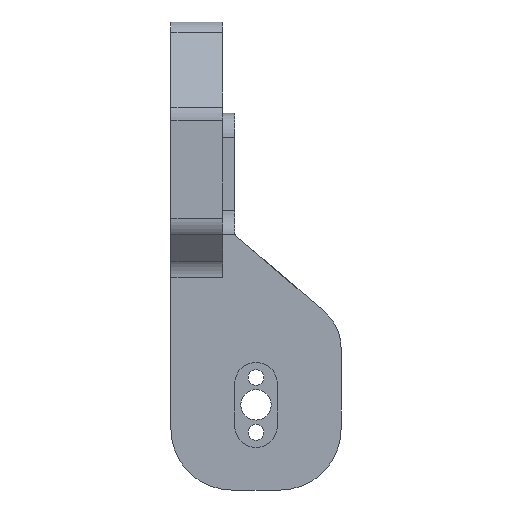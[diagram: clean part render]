
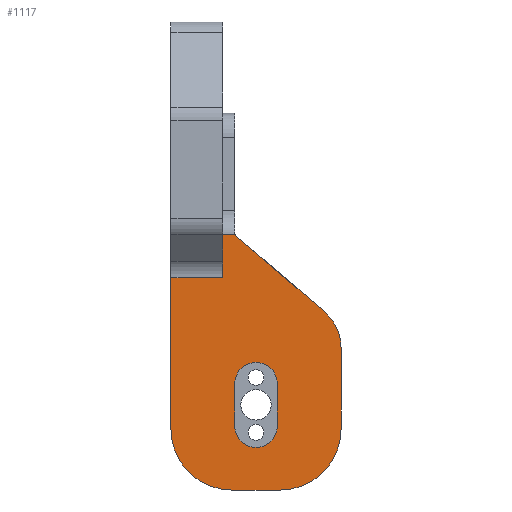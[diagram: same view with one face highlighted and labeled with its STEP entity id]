
A CAD part, left-side view. The second image highlights one B-rep face of the part: STEP entity #1117.
In plain terms, the highlighted planar face has unit normal (-1, 0, 0).
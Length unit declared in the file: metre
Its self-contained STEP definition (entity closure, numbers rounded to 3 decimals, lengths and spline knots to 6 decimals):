
#20=B_SPLINE_CURVE_WITH_KNOTS('',3,(#1676,#1677,#1678,#1679),
 .UNSPECIFIED.,.F.,.F.,(4,4),(0.,1.),.UNSPECIFIED.);
#45=PLANE('',#1235);
#70=CIRCLE('',#1168,0.008);
#93=CIRCLE('',#1209,0.0035);
#95=CIRCLE('',#1212,0.0035);
#102=CIRCLE('',#1225,0.01);
#104=CIRCLE('',#1228,0.01);
#257=ORIENTED_EDGE('',*,*,#522,.F.);
#258=ORIENTED_EDGE('',*,*,#520,.T.);
#259=ORIENTED_EDGE('',*,*,#523,.F.);
#260=ORIENTED_EDGE('',*,*,#516,.T.);
#261=ORIENTED_EDGE('',*,*,#546,.T.);
#262=ORIENTED_EDGE('',*,*,#470,.T.);
#263=ORIENTED_EDGE('',*,*,#469,.T.);
#264=ORIENTED_EDGE('',*,*,#547,.T.);
#265=ORIENTED_EDGE('',*,*,#532,.T.);
#266=ORIENTED_EDGE('',*,*,#539,.T.);
#267=ORIENTED_EDGE('',*,*,#536,.T.);
#268=ORIENTED_EDGE('',*,*,#541,.F.);
#269=ORIENTED_EDGE('',*,*,#446,.T.);
#270=ORIENTED_EDGE('',*,*,#448,.F.);
#271=ORIENTED_EDGE('',*,*,#439,.T.);
#439=EDGE_CURVE('',#598,#596,#708,.T.);
#446=EDGE_CURVE('',#603,#602,#70,.T.);
#448=EDGE_CURVE('',#598,#602,#714,.T.);
#469=EDGE_CURVE('',#624,#622,#725,.T.);
#470=EDGE_CURVE('',#625,#624,#20,.T.);
#516=EDGE_CURVE('',#665,#667,#93,.T.);
#520=EDGE_CURVE('',#669,#671,#95,.T.);
#522=EDGE_CURVE('',#669,#667,#748,.T.);
#523=EDGE_CURVE('',#665,#671,#749,.T.);
#532=EDGE_CURVE('',#680,#679,#102,.T.);
#536=EDGE_CURVE('',#684,#683,#104,.T.);
#539=EDGE_CURVE('',#679,#684,#756,.T.);
#541=EDGE_CURVE('',#603,#683,#758,.T.);
#546=EDGE_CURVE('',#596,#625,#760,.T.);
#547=EDGE_CURVE('',#622,#680,#761,.T.);
#596=VERTEX_POINT('',#1608);
#598=VERTEX_POINT('',#1611);
#602=VERTEX_POINT('',#1623);
#603=VERTEX_POINT('',#1625);
#622=VERTEX_POINT('',#1672);
#624=VERTEX_POINT('',#1675);
#625=VERTEX_POINT('',#1680);
#665=VERTEX_POINT('',#1805);
#667=VERTEX_POINT('',#1809);
#669=VERTEX_POINT('',#1814);
#671=VERTEX_POINT('',#1818);
#679=VERTEX_POINT('',#1844);
#680=VERTEX_POINT('',#1846);
#683=VERTEX_POINT('',#1853);
#684=VERTEX_POINT('',#1855);
#708=LINE('',#1610,#798);
#714=LINE('',#1628,#804);
#725=LINE('',#1674,#815);
#748=LINE('',#1822,#838);
#749=LINE('',#1824,#839);
#756=LINE('',#1859,#846);
#758=LINE('',#1862,#848);
#760=LINE('',#1872,#850);
#761=LINE('',#1873,#851);
#798=VECTOR('',#1288,1.);
#804=VECTOR('',#1306,1.);
#815=VECTOR('',#1347,1.);
#838=VECTOR('',#1428,1.);
#839=VECTOR('',#1431,1.);
#846=VECTOR('',#1468,1.);
#848=VECTOR('',#1472,1.);
#850=VECTOR('',#1484,1.);
#851=VECTOR('',#1485,1.);
#922=EDGE_LOOP('',(#257,#258,#259,#260));
#923=EDGE_LOOP('',(#261,#262,#263,#264,#265,#266,#267,#268,#269,#270,#271));
#1008=FACE_BOUND('',#922,.T.);
#1009=FACE_BOUND('',#923,.T.);
#1117=ADVANCED_FACE('',(#1008,#1009),#45,.F.);
#1168=AXIS2_PLACEMENT_3D('',#1624,#1301,#1302);
#1209=AXIS2_PLACEMENT_3D('',#1810,#1415,#1416);
#1212=AXIS2_PLACEMENT_3D('',#1819,#1423,#1424);
#1225=AXIS2_PLACEMENT_3D('',#1845,#1454,#1455);
#1228=AXIS2_PLACEMENT_3D('',#1854,#1462,#1463);
#1235=AXIS2_PLACEMENT_3D('',#1871,#1482,#1483);
#1288=DIRECTION('',(0.,1.,0.));
#1301=DIRECTION('',(-1.,0.,0.));
#1302=DIRECTION('',(0.,1.,0.));
#1306=DIRECTION('',(0.,-0.759,-0.651));
#1347=DIRECTION('',(0.,1.,0.));
#1415=DIRECTION('',(1.,0.,0.));
#1416=DIRECTION('',(0.,1.,0.));
#1423=DIRECTION('',(1.,0.,0.));
#1424=DIRECTION('',(0.,1.,0.));
#1428=DIRECTION('',(0.,0.,-1.));
#1431=DIRECTION('',(0.,0.,1.));
#1454=DIRECTION('',(-1.,0.,0.));
#1455=DIRECTION('',(0.,1.,0.));
#1462=DIRECTION('',(-1.,0.,0.));
#1463=DIRECTION('',(0.,1.,0.));
#1468=DIRECTION('',(0.,-1.,0.));
#1472=DIRECTION('',(0.,0.,-1.));
#1482=DIRECTION('',(1.,0.,0.));
#1483=DIRECTION('',(0.,1.,0.));
#1484=DIRECTION('',(0.,0.,-1.));
#1485=DIRECTION('',(0.,0.,-1.));
#1608=CARTESIAN_POINT('',(0.006,-0.003505,-0.035));
#1610=CARTESIAN_POINT('',(0.006,-0.0055,-0.035));
#1611=CARTESIAN_POINT('',(0.006,-0.0055,-0.035));
#1623=CARTESIAN_POINT('',(0.006,-0.020206,-0.047605));
#1624=CARTESIAN_POINT('',(0.006,-0.015,-0.053679));
#1625=CARTESIAN_POINT('',(0.006,-0.023,-0.053679));
#1628=CARTESIAN_POINT('',(0.006,-0.023,-0.05));
#1672=CARTESIAN_POINT('',(0.006,0.005,-0.042056));
#1674=CARTESIAN_POINT('',(0.006,0.005,-0.042056));
#1675=CARTESIAN_POINT('',(0.006,0.,-0.042056));
#1676=CARTESIAN_POINT('',(0.006,-0.003505,-0.042056));
#1677=CARTESIAN_POINT('',(0.006,-0.002337,-0.042056));
#1678=CARTESIAN_POINT('',(0.006,-0.001168,-0.042056));
#1679=CARTESIAN_POINT('',(0.006,0.,-0.042056));
#1680=CARTESIAN_POINT('',(0.006,-0.003505,-0.042056));
#1805=CARTESIAN_POINT('',(0.006,-0.0125,-0.0665));
#1809=CARTESIAN_POINT('',(0.006,-0.0055,-0.0665));
#1810=CARTESIAN_POINT('',(0.006,-0.009,-0.0665));
#1814=CARTESIAN_POINT('',(0.006,-0.0055,-0.0595));
#1818=CARTESIAN_POINT('',(0.006,-0.0125,-0.0595));
#1819=CARTESIAN_POINT('',(0.006,-0.009,-0.0595));
#1822=CARTESIAN_POINT('',(0.006,-0.0055,0.));
#1824=CARTESIAN_POINT('',(0.006,-0.0125,-0.07));
#1844=CARTESIAN_POINT('',(0.006,-0.005,-0.077));
#1845=CARTESIAN_POINT('',(0.006,-0.005,-0.067));
#1846=CARTESIAN_POINT('',(0.006,0.005,-0.067));
#1853=CARTESIAN_POINT('',(0.006,-0.023,-0.067));
#1854=CARTESIAN_POINT('',(0.006,-0.013,-0.067));
#1855=CARTESIAN_POINT('',(0.006,-0.013,-0.077));
#1859=CARTESIAN_POINT('',(0.006,0.005,-0.077));
#1862=CARTESIAN_POINT('',(0.006,-0.023,-0.04));
#1871=CARTESIAN_POINT('',(0.006,0.005,-0.04));
#1872=CARTESIAN_POINT('',(0.006,-0.003505,0.));
#1873=CARTESIAN_POINT('',(0.006,0.005,-0.04));
